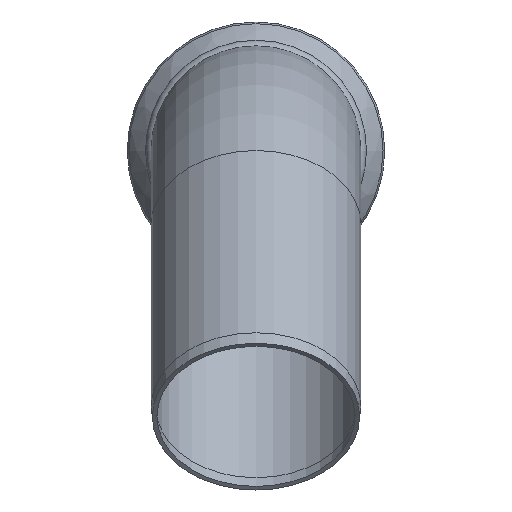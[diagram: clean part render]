
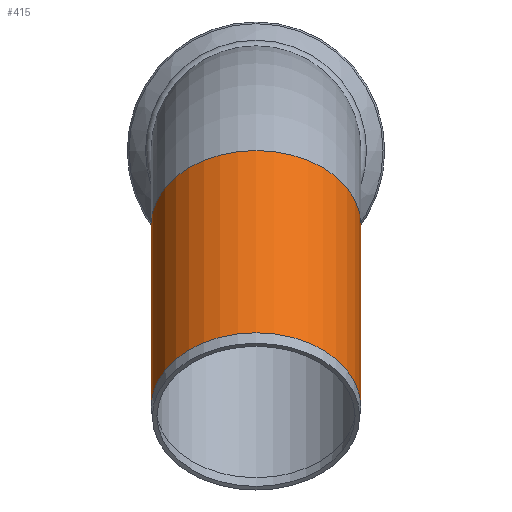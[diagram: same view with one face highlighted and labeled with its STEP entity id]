
A CAD part, left-side view. The second image highlights one B-rep face of the part: STEP entity #415.
In plain terms, the highlighted cylindrical face has radius 44.45 mm (diameter 88.9 mm), a full revolution.
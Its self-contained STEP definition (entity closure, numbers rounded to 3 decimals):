
#27=LINE('',#757,#39);
#39=VECTOR('',#569,44.45);
#51=CYLINDRICAL_SURFACE('',#468,44.45);
#61=FACE_OUTER_BOUND('',#81,.T.);
#81=EDGE_LOOP('',(#293,#294,#295,#296,#297,#298));
#112=CIRCLE('',#469,44.45);
#113=CIRCLE('',#470,44.45);
#114=CIRCLE('',#471,44.45);
#115=CIRCLE('',#472,44.45);
#167=VERTEX_POINT('',#752);
#168=VERTEX_POINT('',#753);
#169=VERTEX_POINT('',#756);
#170=VERTEX_POINT('',#758);
#219=EDGE_CURVE('',#167,#168,#112,.T.);
#220=EDGE_CURVE('',#168,#167,#113,.T.);
#221=EDGE_CURVE('',#168,#169,#27,.T.);
#222=EDGE_CURVE('',#170,#169,#114,.T.);
#223=EDGE_CURVE('',#169,#170,#115,.T.);
#293=ORIENTED_EDGE('',*,*,#219,.F.);
#294=ORIENTED_EDGE('',*,*,#220,.F.);
#295=ORIENTED_EDGE('',*,*,#221,.T.);
#296=ORIENTED_EDGE('',*,*,#222,.F.);
#297=ORIENTED_EDGE('',*,*,#223,.F.);
#298=ORIENTED_EDGE('',*,*,#221,.F.);
#415=ADVANCED_FACE('',(#61),#51,.T.);
#468=AXIS2_PLACEMENT_3D('',#751,#563,#564);
#469=AXIS2_PLACEMENT_3D('',#754,#565,#566);
#470=AXIS2_PLACEMENT_3D('',#755,#567,#568);
#471=AXIS2_PLACEMENT_3D('',#759,#570,#571);
#472=AXIS2_PLACEMENT_3D('',#760,#572,#573);
#563=DIRECTION('center_axis',(-0.707,0.,-0.707));
#564=DIRECTION('ref_axis',(-0.707,0.,0.707));
#565=DIRECTION('center_axis',(-0.707,0.,-0.707));
#566=DIRECTION('ref_axis',(-0.707,0.,0.707));
#567=DIRECTION('center_axis',(-0.707,0.,-0.707));
#568=DIRECTION('ref_axis',(-0.707,0.,0.707));
#569=DIRECTION('',(0.707,0.,0.707));
#570=DIRECTION('center_axis',(0.707,0.,0.707));
#571=DIRECTION('ref_axis',(0.707,0.,-0.707));
#572=DIRECTION('center_axis',(0.707,0.,0.707));
#573=DIRECTION('ref_axis',(0.707,0.,-0.707));
#751=CARTESIAN_POINT('Origin',(-114.268,0.,37.053));
#752=CARTESIAN_POINT('',(-184.306,0.,29.877));
#753=CARTESIAN_POINT('',(-121.444,0.,-32.985));
#754=CARTESIAN_POINT('Origin',(-152.875,0.,-1.554));
#755=CARTESIAN_POINT('Origin',(-152.875,0.,-1.554));
#756=CARTESIAN_POINT('',(-44.23,0.,44.23));
#757=CARTESIAN_POINT('',(-82.837,0.,5.622));
#758=CARTESIAN_POINT('',(-75.66,-44.45,75.66));
#759=CARTESIAN_POINT('Origin',(-75.66,0.,75.66));
#760=CARTESIAN_POINT('Origin',(-75.66,0.,75.66));
